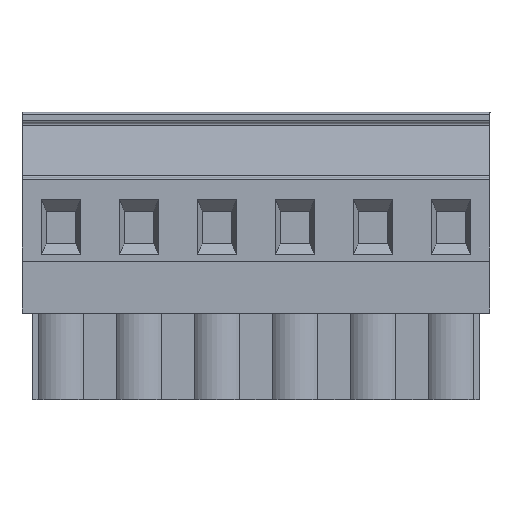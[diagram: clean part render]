
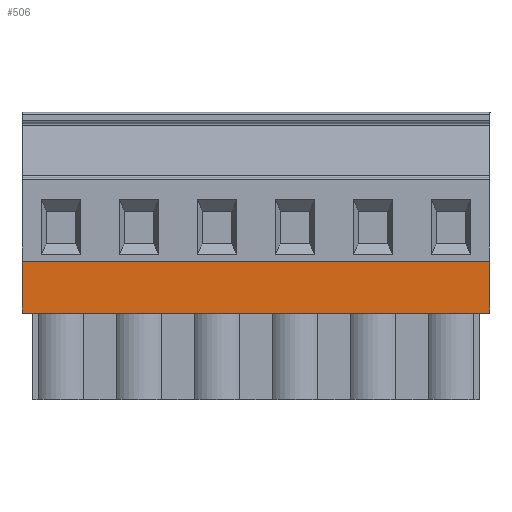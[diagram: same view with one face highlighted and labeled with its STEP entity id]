
A CAD part, top view. The second image highlights one B-rep face of the part: STEP entity #506.
In plain terms, the highlighted planar face has unit normal (0, 0, 1).
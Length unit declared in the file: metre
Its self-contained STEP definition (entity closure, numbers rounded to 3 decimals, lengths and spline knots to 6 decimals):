
#506=ADVANCED_FACE('',(#1148),#1149,.T.);
#1148=FACE_OUTER_BOUND('',#1935,.T.);
#1149=PLANE('',#1936);
#1935=EDGE_LOOP('',(#3380,#3381,#3382,#3383));
#1936=AXIS2_PLACEMENT_3D('',#3384,#3385,#3386);
#3380=ORIENTED_EDGE('',*,*,#4953,.F.);
#3381=ORIENTED_EDGE('',*,*,#4956,.T.);
#3382=ORIENTED_EDGE('',*,*,#4957,.T.);
#3383=ORIENTED_EDGE('',*,*,#4958,.F.);
#3384=CARTESIAN_POINT('',(0.07512,0.005037,0.));
#3385=DIRECTION('',(0.,0.0,1.0));
#3386=DIRECTION('',(0.0,-1.0,0.0));
#4953=EDGE_CURVE('',#6034,#6036,#6037,.T.);
#4956=EDGE_CURVE('',#6034,#6040,#6041,.T.);
#4957=EDGE_CURVE('',#6040,#6042,#6043,.T.);
#4958=EDGE_CURVE('',#6036,#6042,#6044,.T.);
#6034=VERTEX_POINT('',#7546);
#6036=VERTEX_POINT('',#7549);
#6037=LINE('',#7550,#7551);
#6040=VERTEX_POINT('',#7555);
#6041=LINE('',#7556,#7557);
#6042=VERTEX_POINT('',#7558);
#6043=LINE('',#7559,#7560);
#6044=LINE('',#7561,#7562);
#7546=CARTESIAN_POINT('',(0.04506,0.,0.));
#7549=CARTESIAN_POINT('',(0.00006,0.,0.));
#7550=CARTESIAN_POINT('',(0.07512,0.,0.));
#7551=VECTOR('',#8727,1.0);
#7555=CARTESIAN_POINT('',(0.04506,0.005,0.));
#7556=CARTESIAN_POINT('',(0.04506,0.005037,0.));
#7557=VECTOR('',#8729,1.0);
#7558=CARTESIAN_POINT('',(0.00006,0.005,0.));
#7559=CARTESIAN_POINT('',(0.07512,0.005,0.));
#7560=VECTOR('',#8730,1.0);
#7561=CARTESIAN_POINT('',(0.00006,0.005037,0.));
#7562=VECTOR('',#8731,1.0);
#8727=DIRECTION('',(-1.0,0.,0.));
#8729=DIRECTION('',(0.,1.0,0.));
#8730=DIRECTION('',(-1.0,0.,0.));
#8731=DIRECTION('',(0.,1.0,0.));
